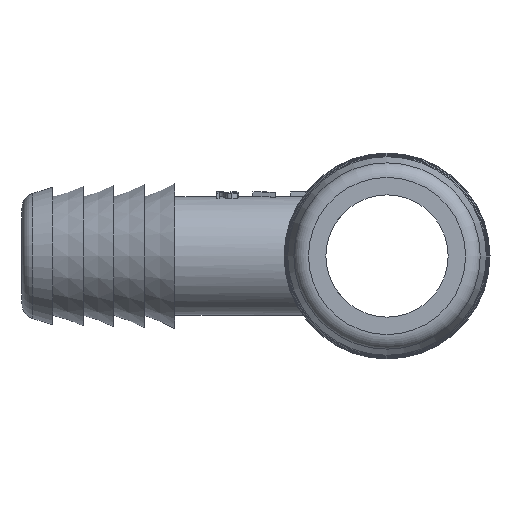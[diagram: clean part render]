
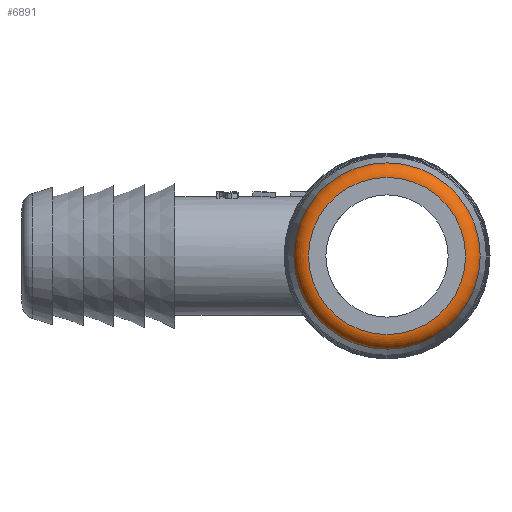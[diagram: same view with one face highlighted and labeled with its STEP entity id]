
A CAD part, left-side view. The second image highlights one B-rep face of the part: STEP entity #6891.
In plain terms, the highlighted toroidal (fillet/blend) face has major radius 8.157 mm and minor radius 1.587 mm.
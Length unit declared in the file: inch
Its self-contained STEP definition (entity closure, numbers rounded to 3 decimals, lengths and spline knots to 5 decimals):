
#31=TOROIDAL_SURFACE('',#7302,0.32116,0.0625);
#74=FACE_BOUND('',#1297,.T.);
#858=FACE_OUTER_BOUND('',#1296,.T.);
#1296=EDGE_LOOP('',(#6361));
#1297=EDGE_LOOP('',(#6362));
#1817=CIRCLE('',#7303,0.32116);
#1818=CIRCLE('',#7304,0.38085);
#3437=VERTEX_POINT('',#14922);
#3438=VERTEX_POINT('',#14924);
#4435=EDGE_CURVE('',#3437,#3437,#1817,.T.);
#4436=EDGE_CURVE('',#3438,#3438,#1818,.T.);
#6361=ORIENTED_EDGE('',*,*,#4435,.T.);
#6362=ORIENTED_EDGE('',*,*,#4436,.T.);
#6891=ADVANCED_FACE('',(#858,#74),#31,.T.);
#7302=AXIS2_PLACEMENT_3D('',#14921,#8576,#8577);
#7303=AXIS2_PLACEMENT_3D('',#14923,#8578,#8579);
#7304=AXIS2_PLACEMENT_3D('',#14925,#8580,#8581);
#8576=DIRECTION('center_axis',(1.,0.,0.));
#8577=DIRECTION('ref_axis',(0.,0.,-1.));
#8578=DIRECTION('center_axis',(1.,0.,0.));
#8579=DIRECTION('ref_axis',(0.,-1.,0.));
#8580=DIRECTION('center_axis',(-1.,0.,0.));
#8581=DIRECTION('ref_axis',(0.,-1.,0.));
#14921=CARTESIAN_POINT('Origin',(-1.3045,0.,0.));
#14922=CARTESIAN_POINT('',(-1.367,0.32116,0.));
#14923=CARTESIAN_POINT('Origin',(-1.367,0.,0.));
#14924=CARTESIAN_POINT('',(-1.32303,0.38085,0.));
#14925=CARTESIAN_POINT('Origin',(-1.32303,0.,0.));
